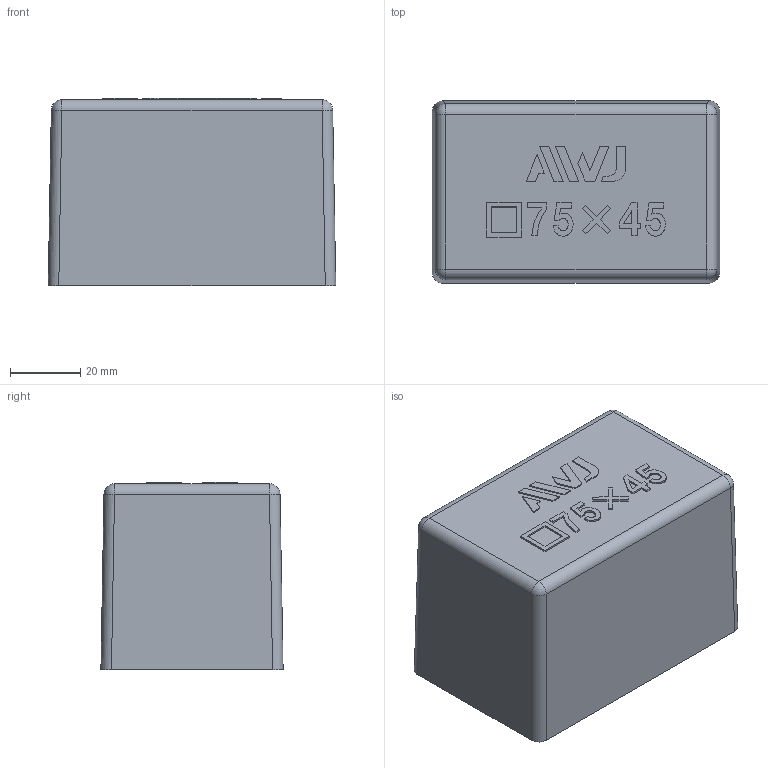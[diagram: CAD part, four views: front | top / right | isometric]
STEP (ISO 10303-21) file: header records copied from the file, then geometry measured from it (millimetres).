
FILE_DESCRIPTION( ( 'STEP AP203' ), '1' );
FILE_NAME( '75.step', '2022-07-25T04:20:57', ( ' ' ), ( ' ' ), 'XStep 1.0', ' ', ' ' );
FILE_SCHEMA( ( 'CONFIG_CONTROL_DESIGN' ) );
Length unit declared in the file: millimetre
Products named in the file (1): 1
Bounding box: 81.87 x 51.87 x 53.5 mm (x, y, z)
Volume: 49099.8 mm3; surface area: 33607.4 mm2
Topology: 1 solids, 1 shells, 129 faces, 327 edges, 210 vertices
Faces by surface type: plane 107, cylinder 10, extrusion 8, sphere 4
Entity records: 3961 total; most frequent: CARTESIAN_POINT 1055, ORIENTED_EDGE 646, DIRECTION 473, EDGE_CURVE 323, VERTEX_POINT 210, VECTOR 189, LINE 181, EDGE_LOOP 143
